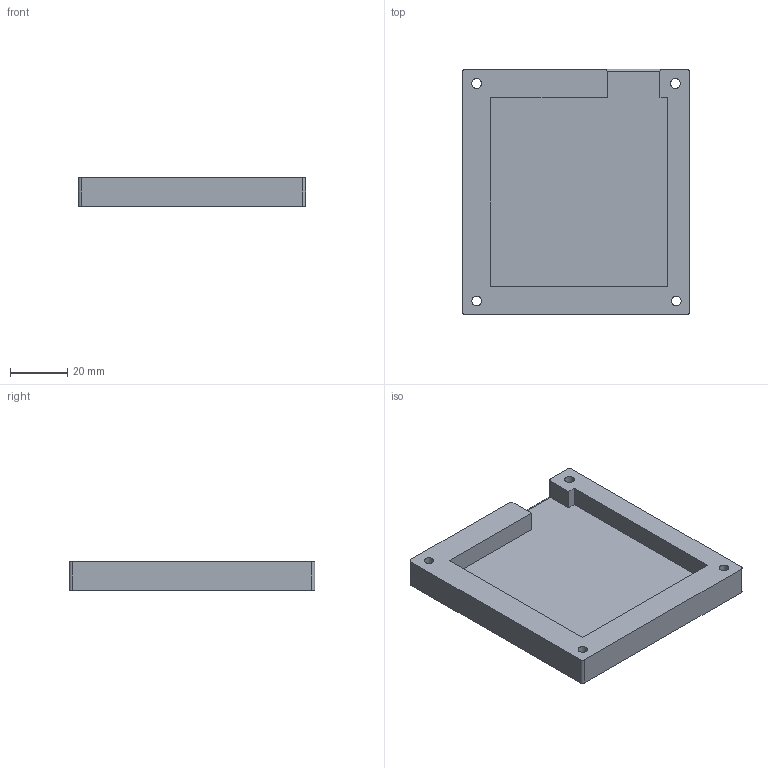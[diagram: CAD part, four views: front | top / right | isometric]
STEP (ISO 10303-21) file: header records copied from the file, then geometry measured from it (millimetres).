
FILE_DESCRIPTION(/* description */ (''),/* implementation_level */ '2;1');
FILE_NAME(/* name */ 'floor_rounded.step',/* time_stamp */ '2025-07-06T22:43:41-05:00',/* author */ (''),/* organization */ (''),/* preprocessor_version */ 'ST-DEVELOPER v20.1',/* originating_system */ 'Autodesk Translation Framework v14.10.0.0',/* authorisation */ '');
FILE_SCHEMA (('AUTOMOTIVE_DESIGN { 1 0 10303 214 3 1 1 }'));
Length unit declared in the file: millimetre
Products named in the file (1): 2025-07-06-22-43-41-219
Bounding box: 79.6 x 86 x 10 mm (x, y, z)
Volume: 37900.2 mm3; surface area: 19111.8 mm2
Topology: 1 solids, 1 shells, 215 faces, 598 edges, 398 vertices
Faces by surface type: bspline 139, plane 61, cylinder 15
Full cylindrical faces by diameter (mm): 3.4 x4, 6 x4
Entity records: 8203 total; most frequent: CARTESIAN_POINT 3575, ORIENTED_EDGE 1196, EDGE_CURVE 598, DIRECTION 502, VERTEX_POINT 398, LINE 292, VECTOR 292, B_SPLINE_CURVE_WITH_KNOTS 278
